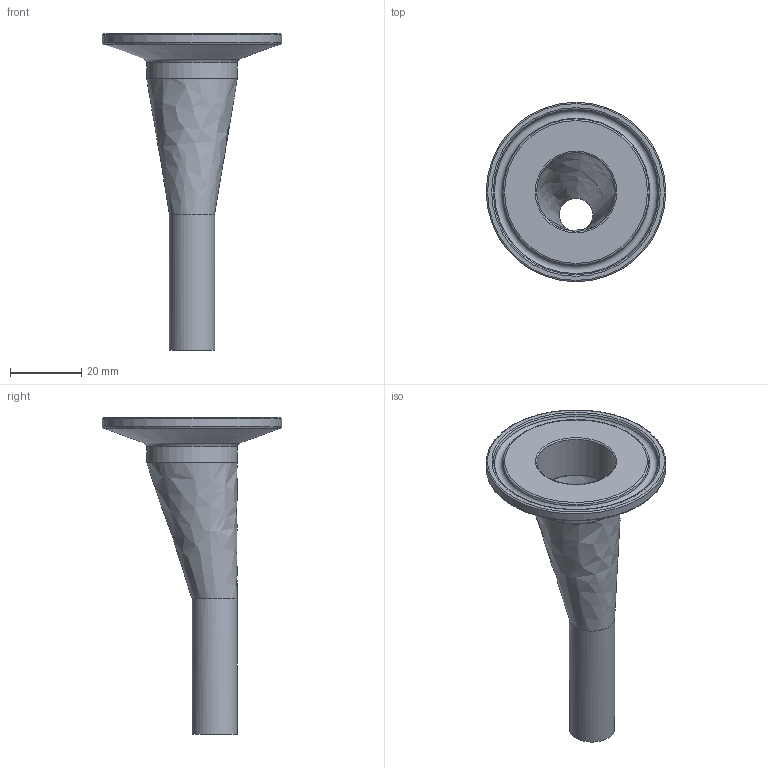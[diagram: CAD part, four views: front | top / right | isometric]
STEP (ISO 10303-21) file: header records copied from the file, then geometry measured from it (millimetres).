
FILE_DESCRIPTION(/* description */ (''),/* implementation_level */ '2;1');
FILE_NAME(/* name */ 'S32K-1X.50.stp',/* time_stamp */ '2018-11-28T10:45:23-05:00',/* author */ ('rick'),/* organization */ (''),/* preprocessor_version */ 'ST-DEVELOPER v15.2',/* originating_system */ 'Autodesk Inventor 2014',/* authorisation */ '');
FILE_SCHEMA (('AUTOMOTIVE_DESIGN { 1 0 10303 214 3 1 1 }'));
Length unit declared in the file: inch
Products named in the file (1): S32K-1X.50
Bounding box: 50.39 x 50.39 x 88.9 mm (x, y, z)
Volume: 13956.5 mm3; surface area: 12103.7 mm2
Topology: 1 solids, 1 shells, 404 faces, 1108 edges, 736 vertices
Faces by surface type: bspline 235, plane 152, torus 9, cylinder 5, cone 3
Full cylindrical faces by diameter (mm): 9.398 x1, 12.7 x1, 22.098 x1, 25.4 x1, 50.394 x1
Entity records: 16528 total; most frequent: CARTESIAN_POINT 8141, ORIENTED_EDGE 2178, EDGE_CURVE 1089, DIRECTION 925, VERTEX_POINT 734, B_SPLINE_CURVE_WITH_KNOTS 567, EDGE_LOOP 453, ADVANCED_FACE 404
